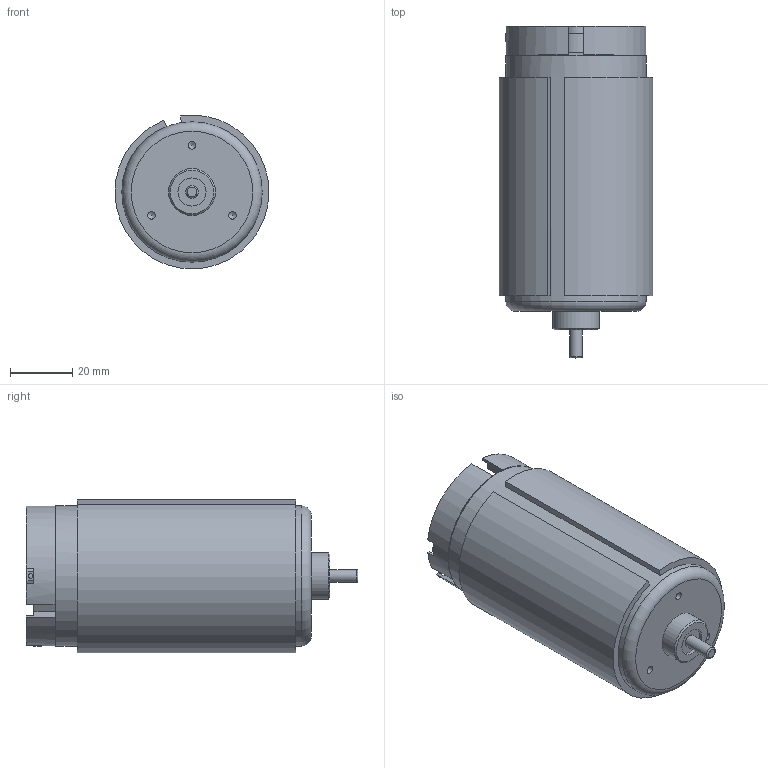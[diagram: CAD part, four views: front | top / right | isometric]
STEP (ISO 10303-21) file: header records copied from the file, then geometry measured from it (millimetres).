
FILE_DESCRIPTION((''),'2;1');
FILE_NAME('TP-4990B.STP','2016-01-26T13:18:06',('kouguchi'),(''),'Autodesk Inventor 2010','Autodesk Inventor 2010','');
FILE_SCHEMA(('AUTOMOTIVE_DESIGN { 1 0 10303 214 1 1 1 1 }'));
Length unit declared in the file: millimetre
Products named in the file (1): tp_4990b
Bounding box: 49.4 x 106.5 x 49.39 mm (x, y, z)
Volume: 160056.1 mm3; surface area: 19842.6 mm2
Topology: 1 solids, 1 shells, 138 faces, 365 edges, 243 vertices
Faces by surface type: plane 76, cylinder 45, bspline 13, torus 3, cone 1
Full cylindrical faces by diameter (mm): 1.5 x1, 4 x2, 6 x1, 8.4 x1, 9 x1, 12 x1, 15 x1, 45 x1
Entity records: 4367 total; most frequent: CARTESIAN_POINT 843, DIRECTION 705, ORIENTED_EDGE 666, EDGE_CURVE 333, AXIS2_PLACEMENT_3D 246, VERTEX_POINT 232, VECTOR 213, LINE 213
